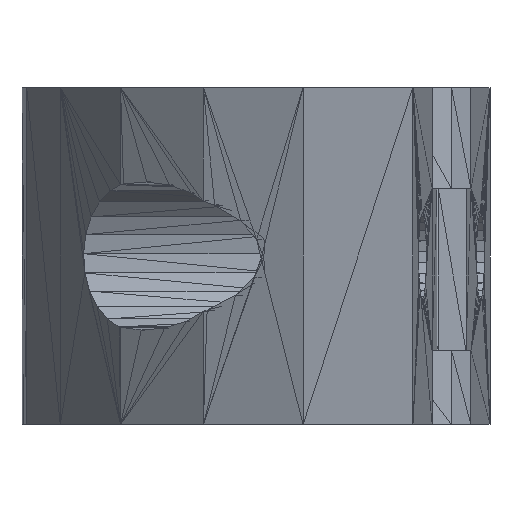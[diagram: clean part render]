
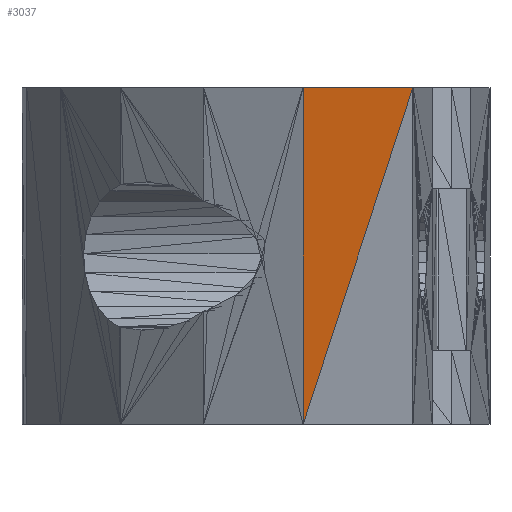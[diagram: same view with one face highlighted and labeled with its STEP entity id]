
A CAD part, left-side view. The second image highlights one B-rep face of the part: STEP entity #3037.
In plain terms, the highlighted planar face has unit normal (-0.976, 0.219, 0).
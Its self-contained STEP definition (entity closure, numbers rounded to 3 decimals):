
#352 = CARTESIAN_POINT ( 'NONE',  ( -70.961, 15.9, 0. ) ) ;
#677 = EDGE_CURVE ( 'NONE', #2485, #3601, #1400, .T. ) ;
#877 = LINE ( 'NONE', #6057, #10769 ) ;
#886 = CARTESIAN_POINT ( 'NONE',  ( -72.319, 9.84, 12.5 ) ) ;
#1400 = LINE ( 'NONE', #3028, #9035 ) ;
#2485 = VERTEX_POINT ( 'NONE', #11371 ) ;
#3028 = CARTESIAN_POINT ( 'NONE',  ( -72.319, 9.84, 0. ) ) ;
#3037 = ADVANCED_FACE ( 'NONE', ( #6862 ), #8930, .T. ) ;
#3248 = DIRECTION ( 'NONE',  ( -0.219, -0.976, 0. ) ) ;
#3601 = VERTEX_POINT ( 'NONE', #11755 ) ;
#4178 = DIRECTION ( 'NONE',  ( 0.069, 0.309, -0.948 ) ) ;
#4475 = VECTOR ( 'NONE', #8539, 1000. ) ;
#4912 = ORIENTED_EDGE ( 'NONE', *, *, #5896, .F. ) ;
#5896 = EDGE_CURVE ( 'NONE', #3601, #8902, #11804, .T. ) ;
#5902 = EDGE_LOOP ( 'NONE', ( #4912, #9203, #11317 ) ) ;
#5999 = AXIS2_PLACEMENT_3D ( 'NONE', #352, #8977, #3248 ) ;
#6057 = CARTESIAN_POINT ( 'NONE',  ( -73.232, 5.764, 12.5 ) ) ;
#6862 = FACE_OUTER_BOUND ( 'NONE', #5902, .T. ) ;
#7929 = EDGE_CURVE ( 'NONE', #8902, #2485, #877, .T. ) ;
#8539 = DIRECTION ( 'NONE',  ( -0.219, -0.976, 0. ) ) ;
#8761 = DIRECTION ( 'NONE',  ( 0., 0., 1. ) ) ;
#8902 = VERTEX_POINT ( 'NONE', #10561 ) ;
#8930 = PLANE ( 'NONE',  #5999 ) ;
#8977 = DIRECTION ( 'NONE',  ( -0.976, 0.219, 0. ) ) ;
#9035 = VECTOR ( 'NONE', #8761, 1000. ) ;
#9203 = ORIENTED_EDGE ( 'NONE', *, *, #677, .F. ) ;
#10561 = CARTESIAN_POINT ( 'NONE',  ( -73.232, 5.764, 12.5 ) ) ;
#10769 = VECTOR ( 'NONE', #4178, 1000. ) ;
#11317 = ORIENTED_EDGE ( 'NONE', *, *, #7929, .F. ) ;
#11371 = CARTESIAN_POINT ( 'NONE',  ( -72.319, 9.84, 0. ) ) ;
#11755 = CARTESIAN_POINT ( 'NONE',  ( -72.319, 9.84, 12.5 ) ) ;
#11804 = LINE ( 'NONE', #886, #4475 ) ;
